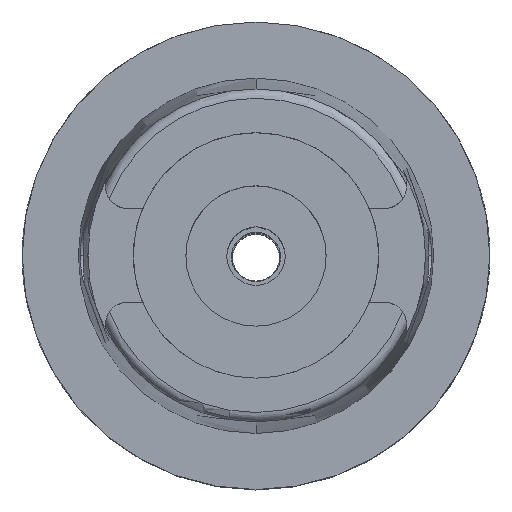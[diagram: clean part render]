
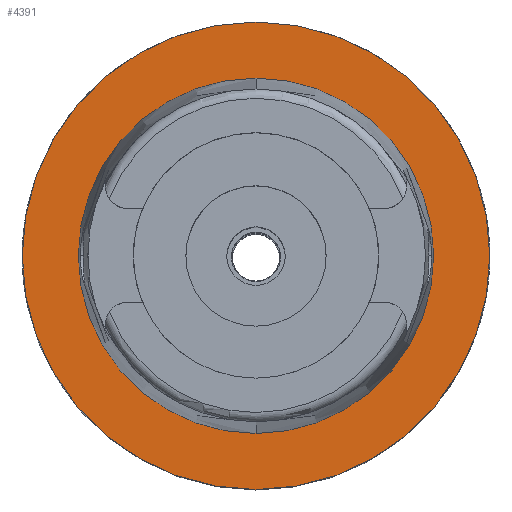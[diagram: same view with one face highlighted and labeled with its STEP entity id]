
A CAD part, top view. The second image highlights one B-rep face of the part: STEP entity #4391.
In plain terms, the highlighted planar face has unit normal (0, 0, 1).
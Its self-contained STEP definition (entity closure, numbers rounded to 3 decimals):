
#2249=CARTESIAN_POINT('',(0.,0.,0.));
#2250=DIRECTION('',(0.,0.,-1.));
#2251=DIRECTION('',(0.,-1.,0.));
#2252=AXIS2_PLACEMENT_3D('',#2249,#2250,#2251);
#2257=CARTESIAN_POINT('',(0.,0.,0.));
#2258=DIRECTION('',(0.,0.,-1.));
#2259=DIRECTION('',(0.,1.,0.));
#2260=AXIS2_PLACEMENT_3D('',#2257,#2258,#2259);
#2265=CARTESIAN_POINT('',(0.,0.,0.));
#2266=DIRECTION('',(0.,0.,1.));
#2267=DIRECTION('',(0.,-1.,0.));
#2268=AXIS2_PLACEMENT_3D('',#2265,#2266,#2267);
#2273=CARTESIAN_POINT('',(0.,0.,0.));
#2274=DIRECTION('',(0.,0.,1.));
#2275=DIRECTION('',(0.,1.,0.));
#2276=AXIS2_PLACEMENT_3D('',#2273,#2274,#2275);
#2477=CARTESIAN_POINT('',(0.,-15.2,0.));
#2478=VERTEX_POINT('',#2477);
#2479=CARTESIAN_POINT('',(0.,15.2,0.));
#2480=VERTEX_POINT('',#2479);
#2747=CARTESIAN_POINT('',(0.,20.,0.));
#2748=VERTEX_POINT('',#2747);
#2749=CARTESIAN_POINT('',(0.,-20.,0.));
#2750=VERTEX_POINT('',#2749);
#4378=CARTESIAN_POINT('',(0.,0.,0.));
#4379=DIRECTION('',(0.,0.,-1.));
#4380=DIRECTION('',(0.,-1.,0.));
#4381=AXIS2_PLACEMENT_3D('',#4378,#4379,#4380);
#4382=PLANE('',#4381);
#4383=ORIENTED_EDGE('',*,*,#3990,.T.);
#4384=ORIENTED_EDGE('',*,*,#4133,.T.);
#4385=EDGE_LOOP('',(#4383,#4384));
#4386=FACE_OUTER_BOUND('',#4385,.F.);
#4387=ORIENTED_EDGE('',*,*,#2978,.T.);
#4388=ORIENTED_EDGE('',*,*,#2947,.T.);
#4389=EDGE_LOOP('',(#4387,#4388));
#4390=FACE_BOUND('',#4389,.F.);
#2253=CIRCLE('',#2252,20.);
#2261=CIRCLE('',#2260,20.);
#2269=CIRCLE('',#2268,15.2);
#2277=CIRCLE('',#2276,15.2);
#2947=EDGE_CURVE('',#2480,#2478,#2277,.T.);
#2978=EDGE_CURVE('',#2478,#2480,#2269,.T.);
#3990=EDGE_CURVE('',#2750,#2748,#2253,.T.);
#4133=EDGE_CURVE('',#2748,#2750,#2261,.T.);
#4391=ADVANCED_FACE('',(#4386,#4390),#4382,.F.);
